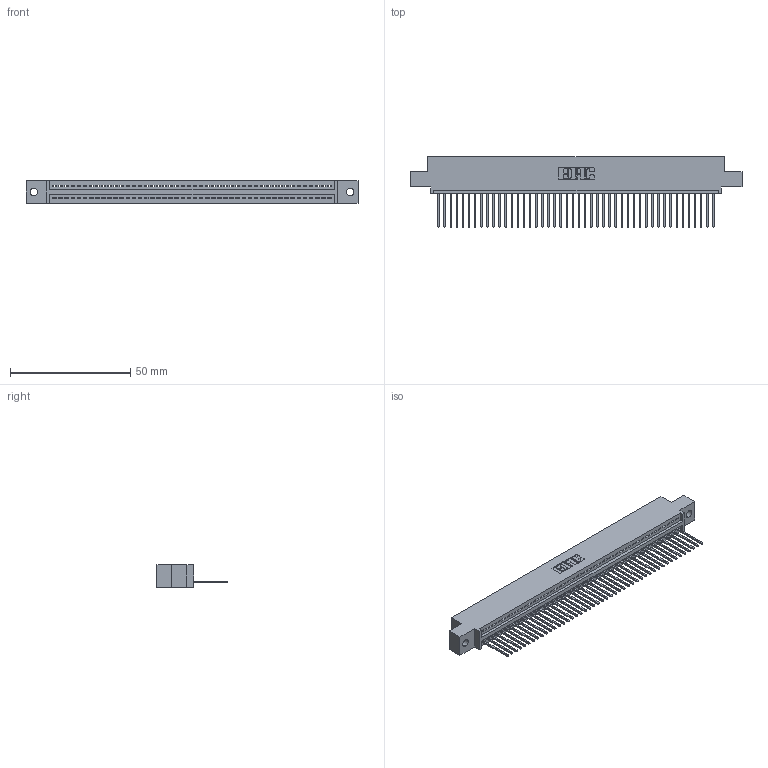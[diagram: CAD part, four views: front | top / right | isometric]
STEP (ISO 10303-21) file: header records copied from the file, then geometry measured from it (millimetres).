
FILE_DESCRIPTION (( 'STEP AP203' ), '1' );
FILE_NAME ('395-046-540-402.STEP', '2019-10-22T21:07:58', ( '' ), ( '' ), 'SwSTEP 2.0', 'SolidWorks 2016', '' );
FILE_SCHEMA (( 'CONFIG_CONTROL_DESIGN' ));
Length unit declared in the file: inch
Products named in the file (3): 345-292-001_345-293-140; 345 Part_0.110 Offset - 0.128 Dia; 395-046-540-402
Assembly tree (47 placements, depth 2):
  395-046-540-402
    345 Part_0.110 Offset - 0.128 Dia
    345-292-001_345-293-140  x46
Bounding box: 138.05 x 29.13 x 9.4 mm (x, y, z)
Volume: 13097 mm3; surface area: 17717.7 mm2
Topology: 47 solids, 47 shells, 2798 faces, 8449 edges, 5570 vertices
Faces by surface type: plane 1924, cylinder 874
Entity records: 34235 total; most frequent: CARTESIAN_POINT 5938, ORIENTED_EDGE 5918, DIRECTION 5179, EDGE_CURVE 2959, LINE 2643, VECTOR 2643, VERTEX_POINT 1970, AXIS2_PLACEMENT_3D 1268
